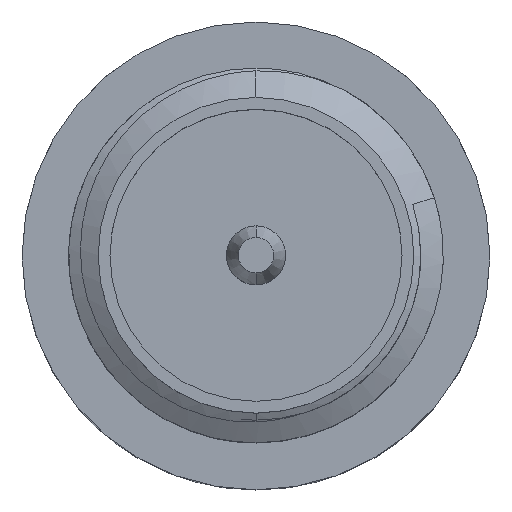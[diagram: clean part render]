
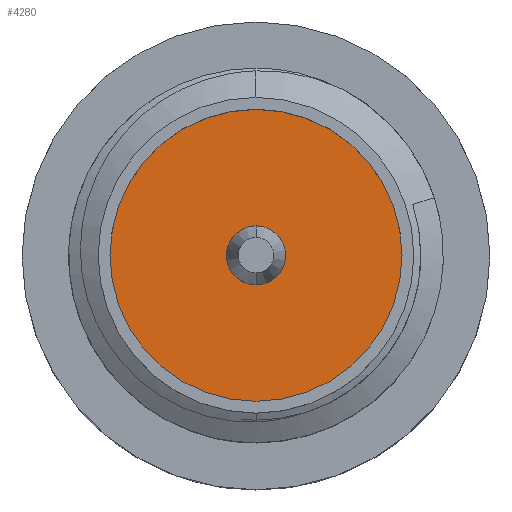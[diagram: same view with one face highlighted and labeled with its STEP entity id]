
A CAD part, top view. The second image highlights one B-rep face of the part: STEP entity #4280.
In plain terms, the highlighted face is planar.
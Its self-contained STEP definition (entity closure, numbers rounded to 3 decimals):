
#94 = EDGE_LOOP ( 'NONE', ( #2981, #840 ) ) ;
#214 = VERTEX_POINT ( 'NONE', #3007 ) ;
#286 = CIRCLE ( 'NONE', #4714, 2.475 ) ;
#317 = DIRECTION ( 'NONE',  ( 0., -1., 0. ) ) ;
#342 = EDGE_CURVE ( 'NONE', #1881, #4728, #3033, .T. ) ;
#595 = CARTESIAN_POINT ( 'NONE',  ( 0., 3.855, 0. ) ) ;
#712 = FACE_BOUND ( 'NONE', #94, .T. ) ;
#840 = ORIENTED_EDGE ( 'NONE', *, *, #4148, .T. ) ;
#974 = VERTEX_POINT ( 'NONE', #5074 ) ;
#1436 = AXIS2_PLACEMENT_3D ( 'NONE', #595, #2650, #3080 ) ;
#1567 = CARTESIAN_POINT ( 'NONE',  ( 0., 3.855, 0. ) ) ;
#1607 = DIRECTION ( 'NONE',  ( 0., 0., 1. ) ) ;
#1623 = PLANE ( 'NONE',  #2402 ) ;
#1847 = DIRECTION ( 'NONE',  ( 0., -1., 0. ) ) ;
#1881 = VERTEX_POINT ( 'NONE', #2270 ) ;
#2044 = DIRECTION ( 'NONE',  ( 0., 1., 0. ) ) ;
#2079 = DIRECTION ( 'NONE',  ( 0., 0., 1. ) ) ;
#2230 = CARTESIAN_POINT ( 'NONE',  ( 0., 3.855, 0. ) ) ;
#2270 = CARTESIAN_POINT ( 'NONE',  ( 0., 3.855, 0.5 ) ) ;
#2311 = ORIENTED_EDGE ( 'NONE', *, *, #3816, .F. ) ;
#2402 = AXIS2_PLACEMENT_3D ( 'NONE', #4563, #2044, #2079 ) ;
#2563 = ORIENTED_EDGE ( 'NONE', *, *, #5244, .F. ) ;
#2650 = DIRECTION ( 'NONE',  ( 0., -1., 0. ) ) ;
#2981 = ORIENTED_EDGE ( 'NONE', *, *, #342, .T. ) ;
#2991 = AXIS2_PLACEMENT_3D ( 'NONE', #2230, #1847, #4809 ) ;
#3007 = CARTESIAN_POINT ( 'NONE',  ( 0., 3.855, 2.475 ) ) ;
#3033 = CIRCLE ( 'NONE', #1436, 0.5 ) ;
#3080 = DIRECTION ( 'NONE',  ( 0., 0., 1. ) ) ;
#3251 = EDGE_LOOP ( 'NONE', ( #2311, #2563 ) ) ;
#3471 = DIRECTION ( 'NONE',  ( 0., -1., 0. ) ) ;
#3750 = DIRECTION ( 'NONE',  ( 0., 0., -1. ) ) ;
#3807 = FACE_OUTER_BOUND ( 'NONE', #3251, .T. ) ;
#3816 = EDGE_CURVE ( 'NONE', #974, #214, #4249, .T. ) ;
#4148 = EDGE_CURVE ( 'NONE', #4728, #1881, #4909, .T. ) ;
#4249 = CIRCLE ( 'NONE', #2991, 2.475 ) ;
#4280 = ADVANCED_FACE ( 'NONE', ( #3807, #712 ), #1623, .T. ) ;
#4285 = AXIS2_PLACEMENT_3D ( 'NONE', #1567, #317, #1607 ) ;
#4563 = CARTESIAN_POINT ( 'NONE',  ( 0., 3.855, 0. ) ) ;
#4714 = AXIS2_PLACEMENT_3D ( 'NONE', #5076, #3471, #3750 ) ;
#4728 = VERTEX_POINT ( 'NONE', #4941 ) ;
#4809 = DIRECTION ( 'NONE',  ( 0., 0., -1. ) ) ;
#4909 = CIRCLE ( 'NONE', #4285, 0.5 ) ;
#4941 = CARTESIAN_POINT ( 'NONE',  ( 0., 3.855, -0.5 ) ) ;
#5074 = CARTESIAN_POINT ( 'NONE',  ( 0., 3.855, -2.475 ) ) ;
#5076 = CARTESIAN_POINT ( 'NONE',  ( 0., 3.855, 0. ) ) ;
#5244 = EDGE_CURVE ( 'NONE', #214, #974, #286, .T. ) ;
